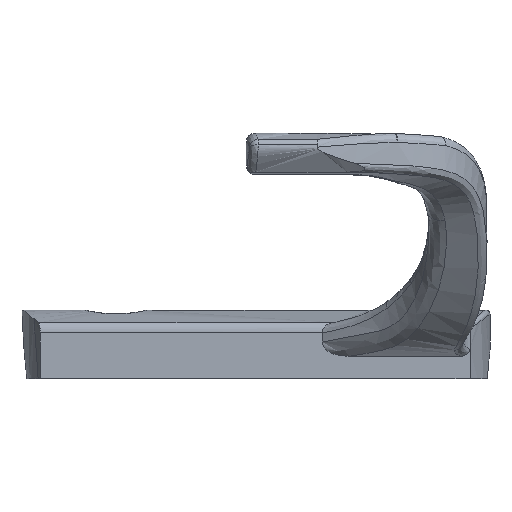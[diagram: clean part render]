
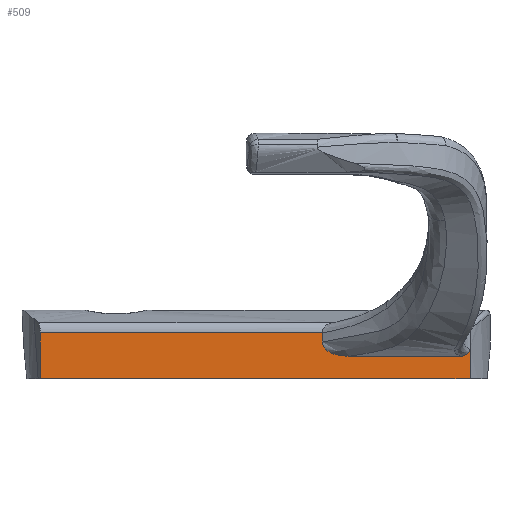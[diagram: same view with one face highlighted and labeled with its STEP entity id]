
A CAD part, left-side view. The second image highlights one B-rep face of the part: STEP entity #509.
In plain terms, the highlighted planar face has unit normal (-1, 0, 0).
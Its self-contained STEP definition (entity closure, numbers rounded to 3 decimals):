
#15 = VECTOR ( 'NONE', #1747, 1000. ) ;
#410 = CARTESIAN_POINT ( 'NONE',  ( -8.125, 2.694, 2.663 ) ) ;
#435 = CARTESIAN_POINT ( 'NONE',  ( -8.125, 2.243, 0. ) ) ;
#467 = CARTESIAN_POINT ( 'NONE',  ( -8.125, 3.304, 2.522 ) ) ;
#509 = ADVANCED_FACE ( 'NONE', ( #5949 ), #702, .T. ) ;
#626 = CARTESIAN_POINT ( 'NONE',  ( -8.125, 2.243, 3.378 ) ) ;
#702 = PLANE ( 'NONE',  #6750 ) ;
#892 = ORIENTED_EDGE ( 'NONE', *, *, #993, .F. ) ;
#898 = B_SPLINE_CURVE_WITH_KNOTS ( 'NONE', 3,
 ( #1279, #8263, #10720, #9929, #8207, #410, #6353, #3037, #4521, #6416 ),
 .UNSPECIFIED., .F., .F.,
 ( 4, 2, 2, 2, 4 ),
 ( 0., 0., 0.001, 0.001, 0.002 ),
 .UNSPECIFIED. ) ;
#903 = CARTESIAN_POINT ( 'NONE',  ( -8.125, 18.824, 5.158 ) ) ;
#989 = EDGE_CURVE ( 'NONE', #4438, #7424, #6776, .T. ) ;
#993 = EDGE_CURVE ( 'NONE', #10974, #9054, #9728, .T. ) ;
#1038 = DIRECTION ( 'NONE',  ( 0., 0., 1. ) ) ;
#1116 = LINE ( 'NONE', #9883, #6593 ) ;
#1279 = CARTESIAN_POINT ( 'NONE',  ( -8.125, 2.243, 3.378 ) ) ;
#1460 = CARTESIAN_POINT ( 'NONE',  ( -8.125, 17.351, 2.709 ) ) ;
#1495 = DIRECTION ( 'NONE',  ( 0., 1., 0. ) ) ;
#1637 = CARTESIAN_POINT ( 'NONE',  ( -8.125, 17.934, 2.932 ) ) ;
#1738 = ORIENTED_EDGE ( 'NONE', *, *, #2242, .F. ) ;
#1747 = DIRECTION ( 'NONE',  ( 0., 0., -1. ) ) ;
#1782 = EDGE_CURVE ( 'NONE', #9574, #9054, #898, .T. ) ;
#1996 = VERTEX_POINT ( 'NONE', #435 ) ;
#2127 = ORIENTED_EDGE ( 'NONE', *, *, #8129, .T. ) ;
#2242 = EDGE_CURVE ( 'NONE', #9574, #1996, #7315, .T. ) ;
#2313 = EDGE_CURVE ( 'NONE', #1996, #5815, #7610, .T. ) ;
#2653 = VECTOR ( 'NONE', #5420, 1000. ) ;
#2831 = CARTESIAN_POINT ( 'NONE',  ( -8.125, 18.824, 5.153 ) ) ;
#3037 = CARTESIAN_POINT ( 'NONE',  ( -8.125, 3.052, 2.539 ) ) ;
#3228 = ORIENTED_EDGE ( 'NONE', *, *, #3569, .T. ) ;
#3265 = CARTESIAN_POINT ( 'NONE',  ( -8.125, 18.824, 3.97 ) ) ;
#3324 = CARTESIAN_POINT ( 'NONE',  ( -8.125, 18.214, 3.082 ) ) ;
#3410 = B_SPLINE_CURVE_WITH_KNOTS ( 'NONE', 3,
 ( #6011, #6766, #10198, #10378, #1460, #1637, #3324, #4978, #11287, #5955, #3265, #4917 ),
 .UNSPECIFIED., .F., .F.,
 ( 4, 2, 2, 2, 2, 4 ),
 ( 0., 0.001, 0.002, 0.003, 0.003, 0.004 ),
 .UNSPECIFIED. ) ;
#3569 = EDGE_CURVE ( 'NONE', #7424, #11338, #1116, .T. ) ;
#3574 = CARTESIAN_POINT ( 'NONE',  ( -8.125, 18.824, 5.155 ) ) ;
#3622 = VECTOR ( 'NONE', #1495, 1000. ) ;
#3817 = EDGE_LOOP ( 'NONE', ( #7074, #3228, #2127, #8690, #1738, #8069, #892, #10015, #10576 ) ) ;
#4184 = DIRECTION ( 'NONE',  ( 0., 0., -1. ) ) ;
#4436 = CARTESIAN_POINT ( 'NONE',  ( -8.125, 100., 2.522 ) ) ;
#4438 = VERTEX_POINT ( 'NONE', #2831 ) ;
#4521 = CARTESIAN_POINT ( 'NONE',  ( -8.125, 3.177, 2.522 ) ) ;
#4687 = DIRECTION ( 'NONE',  ( 0., 1., 0. ) ) ;
#4834 = CARTESIAN_POINT ( 'NONE',  ( -8.125, 18.824, 5.16 ) ) ;
#4917 = CARTESIAN_POINT ( 'NONE',  ( -8.125, 18.824, 4.128 ) ) ;
#4978 = CARTESIAN_POINT ( 'NONE',  ( -8.125, 18.553, 3.408 ) ) ;
#5036 = LINE ( 'NONE', #8551, #5464 ) ;
#5420 = DIRECTION ( 'NONE',  ( 0., -1., 0. ) ) ;
#5464 = VECTOR ( 'NONE', #4184, 1000. ) ;
#5592 = CARTESIAN_POINT ( 'NONE',  ( -8.125, 50.516, 0. ) ) ;
#5815 = VERTEX_POINT ( 'NONE', #5592 ) ;
#5949 = FACE_OUTER_BOUND ( 'NONE', #3817, .T. ) ;
#5955 = CARTESIAN_POINT ( 'NONE',  ( -8.125, 18.787, 3.817 ) ) ;
#6011 = CARTESIAN_POINT ( 'NONE',  ( -8.125, 15.813, 2.522 ) ) ;
#6064 = LINE ( 'NONE', #7690, #15 ) ;
#6078 = CARTESIAN_POINT ( 'NONE',  ( -8.125, 18.824, 4.128 ) ) ;
#6204 = CARTESIAN_POINT ( 'NONE',  ( -8.125, 18.824, 5.16 ) ) ;
#6353 = CARTESIAN_POINT ( 'NONE',  ( -8.125, 2.808, 2.611 ) ) ;
#6416 = CARTESIAN_POINT ( 'NONE',  ( -8.125, 3.304, 2.522 ) ) ;
#6430 = EDGE_CURVE ( 'NONE', #4438, #7793, #6064, .T. ) ;
#6593 = VECTOR ( 'NONE', #4687, 1000. ) ;
#6750 = AXIS2_PLACEMENT_3D ( 'NONE', #7980, #10423, #1038 ) ;
#6766 = CARTESIAN_POINT ( 'NONE',  ( -8.125, 16.125, 2.522 ) ) ;
#6776 = B_SPLINE_CURVE_WITH_KNOTS ( 'NONE', 3,
 ( #7958, #3574, #903, #6204 ),
 .UNSPECIFIED., .F., .F.,
 ( 4, 4 ),
 ( 0., 0. ),
 .UNSPECIFIED. ) ;
#7014 = CARTESIAN_POINT ( 'NONE',  ( -8.125, 50.516, 5.16 ) ) ;
#7074 = ORIENTED_EDGE ( 'NONE', *, *, #989, .T. ) ;
#7315 = LINE ( 'NONE', #9907, #8573 ) ;
#7424 = VERTEX_POINT ( 'NONE', #4834 ) ;
#7610 = LINE ( 'NONE', #9382, #3622 ) ;
#7690 = CARTESIAN_POINT ( 'NONE',  ( -8.125, 18.824, 60. ) ) ;
#7793 = VERTEX_POINT ( 'NONE', #6078 ) ;
#7934 = EDGE_CURVE ( 'NONE', #10974, #7793, #3410, .T. ) ;
#7958 = CARTESIAN_POINT ( 'NONE',  ( -8.125, 18.824, 5.153 ) ) ;
#7980 = CARTESIAN_POINT ( 'NONE',  ( -8.125, 2.243, 60. ) ) ;
#8069 = ORIENTED_EDGE ( 'NONE', *, *, #1782, .T. ) ;
#8129 = EDGE_CURVE ( 'NONE', #11338, #5815, #5036, .T. ) ;
#8207 = CARTESIAN_POINT ( 'NONE',  ( -8.125, 2.487, 2.811 ) ) ;
#8263 = CARTESIAN_POINT ( 'NONE',  ( -8.125, 2.243, 3.25 ) ) ;
#8551 = CARTESIAN_POINT ( 'NONE',  ( -8.125, 50.516, 60. ) ) ;
#8573 = VECTOR ( 'NONE', #10915, 1000. ) ;
#8690 = ORIENTED_EDGE ( 'NONE', *, *, #2313, .F. ) ;
#9054 = VERTEX_POINT ( 'NONE', #467 ) ;
#9382 = CARTESIAN_POINT ( 'NONE',  ( -8.125, 18.824, 0. ) ) ;
#9574 = VERTEX_POINT ( 'NONE', #626 ) ;
#9728 = LINE ( 'NONE', #4436, #2653 ) ;
#9883 = CARTESIAN_POINT ( 'NONE',  ( -8.125, 50.516, 5.16 ) ) ;
#9907 = CARTESIAN_POINT ( 'NONE',  ( -8.125, 2.243, 60. ) ) ;
#9929 = CARTESIAN_POINT ( 'NONE',  ( -8.125, 2.398, 2.905 ) ) ;
#10015 = ORIENTED_EDGE ( 'NONE', *, *, #7934, .T. ) ;
#10198 = CARTESIAN_POINT ( 'NONE',  ( -8.125, 16.434, 2.543 ) ) ;
#10378 = CARTESIAN_POINT ( 'NONE',  ( -8.125, 17.046, 2.636 ) ) ;
#10423 = DIRECTION ( 'NONE',  ( -1., 0., 0. ) ) ;
#10576 = ORIENTED_EDGE ( 'NONE', *, *, #6430, .F. ) ;
#10720 = CARTESIAN_POINT ( 'NONE',  ( -8.125, 2.276, 3.125 ) ) ;
#10915 = DIRECTION ( 'NONE',  ( 0., 0., -1. ) ) ;
#10974 = VERTEX_POINT ( 'NONE', #11259 ) ;
#11259 = CARTESIAN_POINT ( 'NONE',  ( -8.125, 15.813, 2.522 ) ) ;
#11287 = CARTESIAN_POINT ( 'NONE',  ( -8.125, 18.65, 3.533 ) ) ;
#11338 = VERTEX_POINT ( 'NONE', #7014 ) ;
